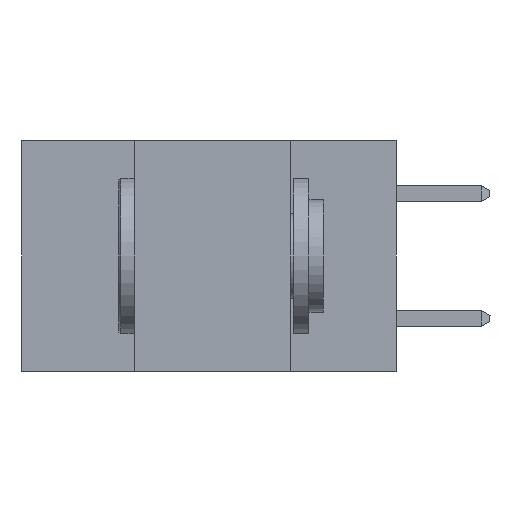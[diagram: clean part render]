
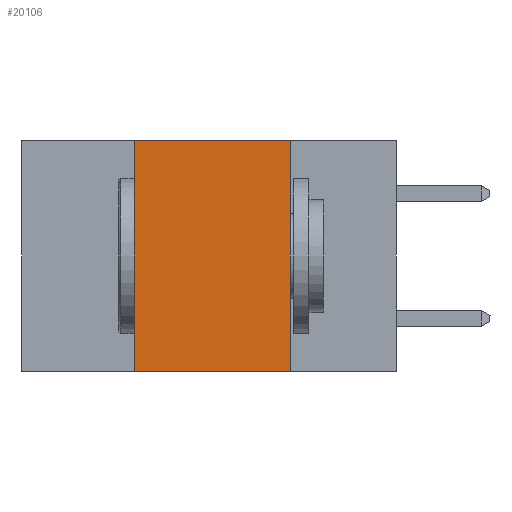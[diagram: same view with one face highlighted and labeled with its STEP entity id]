
A CAD part, left-side view. The second image highlights one B-rep face of the part: STEP entity #20106.
In plain terms, the highlighted planar face has unit normal (-1, 0, 0).
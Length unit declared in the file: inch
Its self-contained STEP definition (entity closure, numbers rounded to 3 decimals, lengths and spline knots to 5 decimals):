
#451 = CARTESIAN_POINT ( 'NONE',  ( 0., 0.42, 0. ) ) ;
#1441 = LINE ( 'NONE', #29722, #26817 ) ;
#1970 = ORIENTED_EDGE ( 'NONE', *, *, #28984, .F. ) ;
#2217 = PLANE ( 'NONE',  #22058 ) ;
#3219 = VERTEX_POINT ( 'NONE', #27865 ) ;
#3706 = CARTESIAN_POINT ( 'NONE',  ( 0., 0.17, 0. ) ) ;
#3969 = DIRECTION ( 'NONE',  ( 0., -1., 0. ) ) ;
#5023 = DIRECTION ( 'NONE',  ( 0., 0., -1. ) ) ;
#6865 = LINE ( 'NONE', #30533, #25526 ) ;
#9031 = ORIENTED_EDGE ( 'NONE', *, *, #9430, .T. ) ;
#9244 = EDGE_LOOP ( 'NONE', ( #25898, #1970, #29608, #9031 ) ) ;
#9430 = EDGE_CURVE ( 'NONE', #3219, #11027, #6865, .T. ) ;
#11025 = EDGE_CURVE ( 'NONE', #3219, #26761, #13487, .T. ) ;
#11027 = VERTEX_POINT ( 'NONE', #26280 ) ;
#12170 = CARTESIAN_POINT ( 'NONE',  ( 0., 0.6, 0. ) ) ;
#13487 = LINE ( 'NONE', #30481, #14316 ) ;
#14316 = VECTOR ( 'NONE', #15340, 39.37008 ) ;
#15340 = DIRECTION ( 'NONE',  ( 0., 0., 1. ) ) ;
#16106 = CARTESIAN_POINT ( 'NONE',  ( 0., 0.17, 0. ) ) ;
#17488 = DIRECTION ( 'NONE',  ( 1., 0., 0. ) ) ;
#18528 = DIRECTION ( 'NONE',  ( 0., 0., -1. ) ) ;
#20106 = ADVANCED_FACE ( 'NONE', ( #32207 ), #2217, .F. ) ;
#22058 = AXIS2_PLACEMENT_3D ( 'NONE', #12170, #17488, #5023 ) ;
#24186 = VECTOR ( 'NONE', #18528, 39.37008 ) ;
#25526 = VECTOR ( 'NONE', #30316, 39.37008 ) ;
#25898 = ORIENTED_EDGE ( 'NONE', *, *, #27741, .F. ) ;
#26280 = CARTESIAN_POINT ( 'NONE',  ( 0., 0.17, -0.37 ) ) ;
#26761 = VERTEX_POINT ( 'NONE', #451 ) ;
#26817 = VECTOR ( 'NONE', #3969, 39.37008 ) ;
#27741 = EDGE_CURVE ( 'NONE', #30471, #11027, #30811, .T. ) ;
#27865 = CARTESIAN_POINT ( 'NONE',  ( 0., 0.42, -0.37 ) ) ;
#28984 = EDGE_CURVE ( 'NONE', #26761, #30471, #1441, .T. ) ;
#29608 = ORIENTED_EDGE ( 'NONE', *, *, #11025, .F. ) ;
#29722 = CARTESIAN_POINT ( 'NONE',  ( 0., 0.6, 0. ) ) ;
#30316 = DIRECTION ( 'NONE',  ( 0., -1., 0. ) ) ;
#30471 = VERTEX_POINT ( 'NONE', #3706 ) ;
#30481 = CARTESIAN_POINT ( 'NONE',  ( 0., 0.42, 0. ) ) ;
#30533 = CARTESIAN_POINT ( 'NONE',  ( 0., 0.6, -0.37 ) ) ;
#30811 = LINE ( 'NONE', #16106, #24186 ) ;
#32207 = FACE_OUTER_BOUND ( 'NONE', #9244, .T. ) ;
